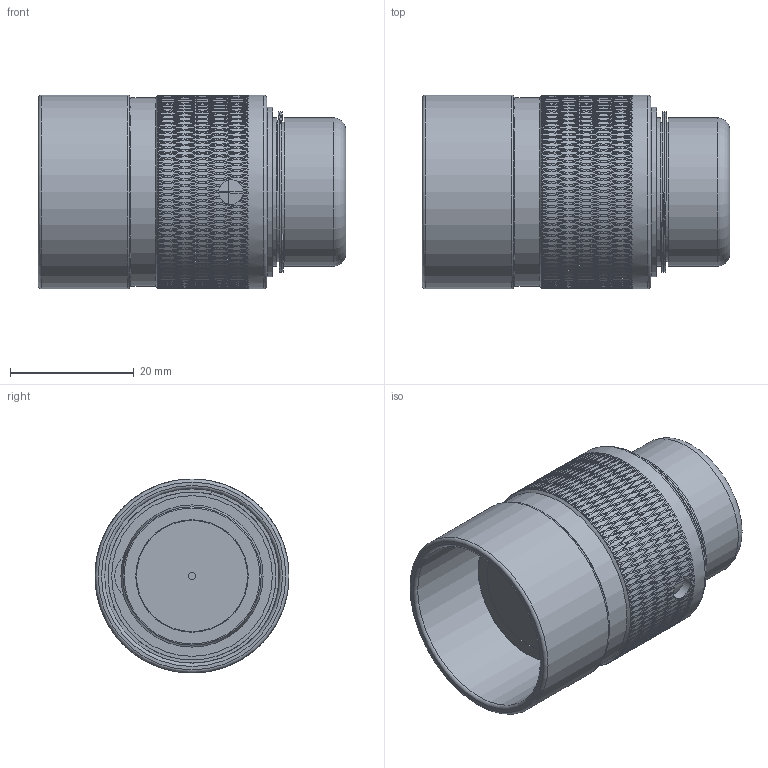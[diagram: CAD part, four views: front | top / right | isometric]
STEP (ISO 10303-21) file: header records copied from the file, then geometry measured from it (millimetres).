
FILE_DESCRIPTION(/* description */ (''),/* implementation_level */ '2;1');
FILE_NAME(/* name */ 'TrustLink MS F Pressure Cap A 8 F.stp',/* time_stamp */ '2021-03-09T13:33:49+01:00',/* author */ ('sh'),/* organization */ (''),/* preprocessor_version */ 'ST-DEVELOPER v17.2',/* originating_system */ 'Autodesk Inventor 2019',/* authorisation */ '');
FILE_SCHEMA (('AUTOMOTIVE_DESIGN { 1 0 10303 214 3 1 1 }'));
Products named in the file (1): TrustLink MS F Pressure Cap A 8 F
Bounding box: 49.8 x 31.4 x 31.4 mm (x, y, z)
Volume: 22657.8 mm3; surface area: 13180.2 mm2
Topology: 1 solids, 1 shells, 3176 faces, 8599 edges, 5735 vertices
Faces by surface type: bspline 2597, cylinder 542, plane 20, cone 11, torus 6
Full cylindrical faces by diameter (mm): 1.2 x1, 4 x1, 18 x1, 18.2 x1, 22.52 x2, 23 x1, 24 x2, 24.5 x3, 26 x1, 26.05 x1, 27.2 x1, 27.5 x2, 28.2 x2, 28.3 x2, 30.6 x1, 31.38 x1, 31.4 x2
Entity records: 209311 total; most frequent: CARTESIAN_POINT 148227, ORIENTED_EDGE 17198, EDGE_CURVE 8599, B_SPLINE_CURVE_WITH_KNOTS 7549, VERTEX_POINT 5735, EDGE_LOOP 3488, STYLED_ITEM 3177, ADVANCED_FACE 3176
